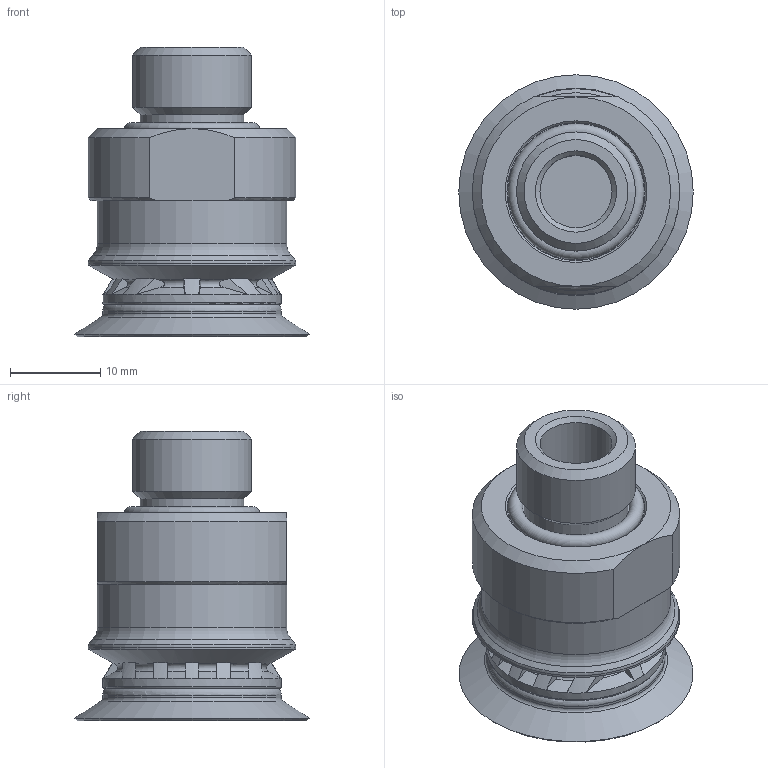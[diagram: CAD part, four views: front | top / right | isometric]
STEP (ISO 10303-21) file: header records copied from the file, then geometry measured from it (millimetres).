
FILE_DESCRIPTION(/* description */ ('Unknown'),/* implementation_level */ '2;1');
FILE_NAME(/* name */ '(2) B1.5-20-F25-PU-B-14M',/* time_stamp */ '2020-05-07T14:23:14+09:00',/* author */ ('Unknown'),/* organization */ ('Unknown'),/* preprocessor_version */ 'ST-DEVELOPER v16.7',/* originating_system */ 'DEX',/* authorisation */ $);
FILE_SCHEMA (('AUTOMOTIVE_DESIGN {1 0 10303 214 3 1 1}'));
Length unit declared in the file: millimetre
Products named in the file (1): (2) B1.5-20-F25-PU-B-14M
Bounding box: 26 x 26 x 32.08 mm (x, y, z)
Volume: 7982.1 mm3; surface area: 3988.8 mm2
Topology: 2 solids, 2 shells, 111 faces, 298 edges, 192 vertices
Faces by surface type: cone 50, plane 33, torus 18, cylinder 10
Full cylindrical faces by diameter (mm): 8 x1, 11.5 x1, 13.2 x1, 15.3 x1, 19.8 x2, 21 x1, 23 x1
Entity records: 4292 total; most frequent: CARTESIAN_POINT 995, ORIENTED_EDGE 532, DIRECTION 492, EDGE_CURVE 266, AXIS2_PLACEMENT_3D 242, VERTEX_POINT 185, FACE_BOUND 137, EDGE_LOOP 136
